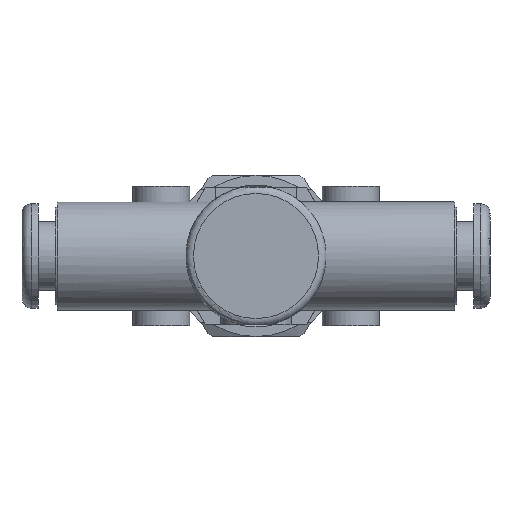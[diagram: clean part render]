
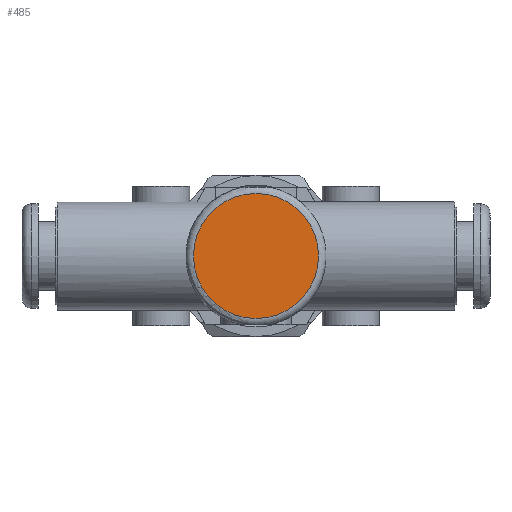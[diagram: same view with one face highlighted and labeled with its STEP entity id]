
A CAD part, front view. The second image highlights one B-rep face of the part: STEP entity #485.
In plain terms, the highlighted planar face has unit normal (0, -1, 0).
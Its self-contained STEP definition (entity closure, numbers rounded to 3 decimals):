
#485 = ADVANCED_FACE( '', ( #1014 ), #1015, .F. );
#1014 = FACE_OUTER_BOUND( '', #1608, .T. );
#1015 = PLANE( '', #1609 );
#1608 = EDGE_LOOP( '', ( #2711 ) );
#1609 = AXIS2_PLACEMENT_3D( '', #2712, #2713, #2714 );
#2711 = ORIENTED_EDGE( '', *, *, #3525, .T. );
#2712 = CARTESIAN_POINT( '', ( 6.6, -6.4, 0. ) );
#2713 = DIRECTION( '', ( 0., 1., 0. ) );
#2714 = DIRECTION( '', ( 0., 0., 1. ) );
#3525 = EDGE_CURVE( '', #4267, #4267, #4268, .T. );
#4267 = VERTEX_POINT( '', #5835 );
#4268 = CIRCLE( '', #5836, 6.6 );
#5835 = CARTESIAN_POINT( '', ( 0., -6.4, -6.6 ) );
#5836 = AXIS2_PLACEMENT_3D( '', #6544, #6545, #6546 );
#6544 = CARTESIAN_POINT( '', ( 0., -6.4, 0. ) );
#6545 = DIRECTION( '', ( 0., -1., 0. ) );
#6546 = DIRECTION( '', ( 0., 0., -1. ) );
